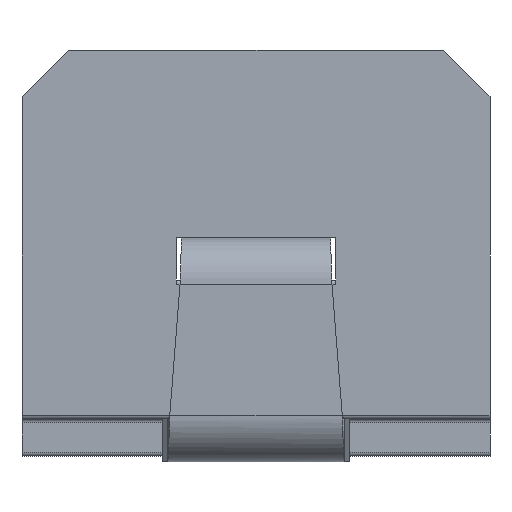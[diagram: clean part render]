
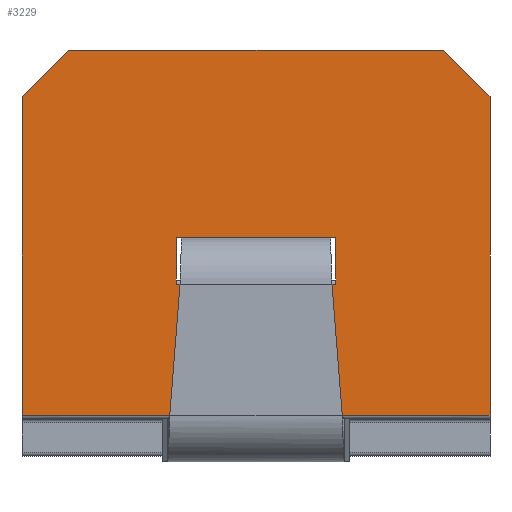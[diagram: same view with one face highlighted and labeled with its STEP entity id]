
A CAD part, left-side view. The second image highlights one B-rep face of the part: STEP entity #3229.
In plain terms, the highlighted face is planar.
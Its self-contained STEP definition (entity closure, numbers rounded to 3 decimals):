
#203=ORIENTED_EDGE('',*,*,#874,.T.);
#204=ORIENTED_EDGE('',*,*,#875,.F.);
#205=ORIENTED_EDGE('',*,*,#876,.F.);
#206=ORIENTED_EDGE('',*,*,#877,.F.);
#207=ORIENTED_EDGE('',*,*,#878,.T.);
#208=ORIENTED_EDGE('',*,*,#879,.T.);
#209=ORIENTED_EDGE('',*,*,#880,.F.);
#210=ORIENTED_EDGE('',*,*,#864,.T.);
#211=ORIENTED_EDGE('',*,*,#843,.F.);
#212=ORIENTED_EDGE('',*,*,#881,.T.);
#213=ORIENTED_EDGE('',*,*,#827,.T.);
#214=ORIENTED_EDGE('',*,*,#856,.T.);
#215=ORIENTED_EDGE('',*,*,#882,.F.);
#216=ORIENTED_EDGE('',*,*,#862,.F.);
#827=EDGE_CURVE('',#1165,#1167,#1387,.T.);
#843=EDGE_CURVE('',#1182,#1183,#1398,.T.);
#856=EDGE_CURVE('',#1167,#1193,#1405,.T.);
#862=EDGE_CURVE('',#1198,#1196,#1409,.T.);
#864=EDGE_CURVE('',#1200,#1183,#1411,.T.);
#874=EDGE_CURVE('',#1198,#1208,#1417,.T.);
#875=EDGE_CURVE('',#1209,#1208,#1418,.T.);
#876=EDGE_CURVE('',#1210,#1209,#1419,.T.);
#877=EDGE_CURVE('',#1211,#1210,#1420,.T.);
#878=EDGE_CURVE('',#1211,#1212,#1421,.T.);
#879=EDGE_CURVE('',#1212,#1213,#1422,.T.);
#880=EDGE_CURVE('',#1200,#1213,#1423,.T.);
#881=EDGE_CURVE('',#1182,#1165,#1424,.T.);
#882=EDGE_CURVE('',#1196,#1193,#1425,.T.);
#1165=VERTEX_POINT('',#4055);
#1167=VERTEX_POINT('',#4059);
#1182=VERTEX_POINT('',#4105);
#1183=VERTEX_POINT('',#4107);
#1193=VERTEX_POINT('',#4137);
#1196=VERTEX_POINT('',#4144);
#1198=VERTEX_POINT('',#4149);
#1200=VERTEX_POINT('',#4155);
#1208=VERTEX_POINT('',#4174);
#1209=VERTEX_POINT('',#4176);
#1210=VERTEX_POINT('',#4178);
#1211=VERTEX_POINT('',#4180);
#1212=VERTEX_POINT('',#4182);
#1213=VERTEX_POINT('',#4184);
#1387=LINE('',#4060,#1653);
#1398=LINE('',#4106,#1664);
#1405=LINE('',#4139,#1671);
#1409=LINE('',#4150,#1675);
#1411=LINE('',#4154,#1677);
#1417=LINE('',#4173,#1683);
#1418=LINE('',#4175,#1684);
#1419=LINE('',#4177,#1685);
#1420=LINE('',#4179,#1686);
#1421=LINE('',#4181,#1687);
#1422=LINE('',#4183,#1688);
#1423=LINE('',#4185,#1689);
#1424=LINE('',#4186,#1690);
#1425=LINE('',#4187,#1691);
#1653=VECTOR('',#3508,1000.);
#1664=VECTOR('',#3527,1000.);
#1671=VECTOR('',#3554,1000.);
#1675=VECTOR('',#3564,1000.);
#1677=VECTOR('',#3568,1000.);
#1683=VECTOR('',#3584,1000.);
#1684=VECTOR('',#3585,1000.);
#1685=VECTOR('',#3586,1000.);
#1686=VECTOR('',#3587,1000.);
#1687=VECTOR('',#3588,1000.);
#1688=VECTOR('',#3589,1000.);
#1689=VECTOR('',#3590,1000.);
#1690=VECTOR('',#3591,1000.);
#1691=VECTOR('',#3592,1000.);
#1928=EDGE_LOOP('',(#203,#204,#205,#206,#207,#208,#209,#210,#211,#212,#213,
#214,#215,#216));
#2073=FACE_BOUND('',#1928,.T.);
#2212=PLANE('',#3381);
#3229=ADVANCED_FACE('',(#2073),#2212,.F.);
#3381=AXIS2_PLACEMENT_3D('',#4172,#3582,#3583);
#3508=DIRECTION('',(-1.,0.,0.));
#3527=DIRECTION('',(-1.,0.,0.));
#3554=DIRECTION('',(0.,0.,1.));
#3564=DIRECTION('',(0.,0.,1.));
#3568=DIRECTION('',(0.,0.,-1.));
#3582=DIRECTION('',(0.,1.,0.));
#3583=DIRECTION('',(0.,0.,1.));
#3584=DIRECTION('',(-1.,0.,0.));
#3585=DIRECTION('',(-0.078,0.,0.997));
#3586=DIRECTION('',(-1.,0.,0.));
#3587=DIRECTION('',(0.,0.,-1.));
#3588=DIRECTION('',(-0.707,0.,0.707));
#3589=DIRECTION('',(-1.,0.,0.));
#3590=DIRECTION('',(0.707,0.,0.707));
#3591=DIRECTION('',(0.078,0.,0.997));
#3592=DIRECTION('',(-1.,0.,0.));
#4055=CARTESIAN_POINT('',(-0.406,-1.45,0.92));
#4059=CARTESIAN_POINT('',(-0.425,-1.45,0.92));
#4060=CARTESIAN_POINT('',(1.25,-1.45,0.92));
#4105=CARTESIAN_POINT('',(-0.461,-1.45,0.22));
#4106=CARTESIAN_POINT('',(1.25,-1.45,0.22));
#4107=CARTESIAN_POINT('',(-1.25,-1.45,0.22));
#4137=CARTESIAN_POINT('',(-0.425,-1.45,1.17));
#4139=CARTESIAN_POINT('',(-0.425,-1.45,0.94));
#4144=CARTESIAN_POINT('',(0.425,-1.45,1.17));
#4149=CARTESIAN_POINT('',(0.425,-1.45,0.92));
#4150=CARTESIAN_POINT('',(0.425,-1.45,0.94));
#4154=CARTESIAN_POINT('',(-1.25,-1.45,1.17));
#4155=CARTESIAN_POINT('',(-1.25,-1.45,1.92));
#4172=CARTESIAN_POINT('',(1.25,-1.45,1.17));
#4173=CARTESIAN_POINT('',(1.25,-1.45,0.92));
#4174=CARTESIAN_POINT('',(0.406,-1.45,0.92));
#4175=CARTESIAN_POINT('',(0.4,-1.45,0.991));
#4176=CARTESIAN_POINT('',(0.461,-1.45,0.22));
#4177=CARTESIAN_POINT('',(1.25,-1.45,0.22));
#4178=CARTESIAN_POINT('',(1.25,-1.45,0.22));
#4179=CARTESIAN_POINT('',(1.25,-1.45,1.17));
#4180=CARTESIAN_POINT('',(1.25,-1.45,1.92));
#4181=CARTESIAN_POINT('',(1.625,-1.45,1.545));
#4182=CARTESIAN_POINT('',(1.,-1.45,2.17));
#4183=CARTESIAN_POINT('',(1.25,-1.45,2.17));
#4184=CARTESIAN_POINT('',(-1.,-1.45,2.17));
#4185=CARTESIAN_POINT('',(-0.375,-1.45,2.795));
#4186=CARTESIAN_POINT('',(-0.406,-1.45,0.913));
#4187=CARTESIAN_POINT('',(1.25,-1.45,1.17));
